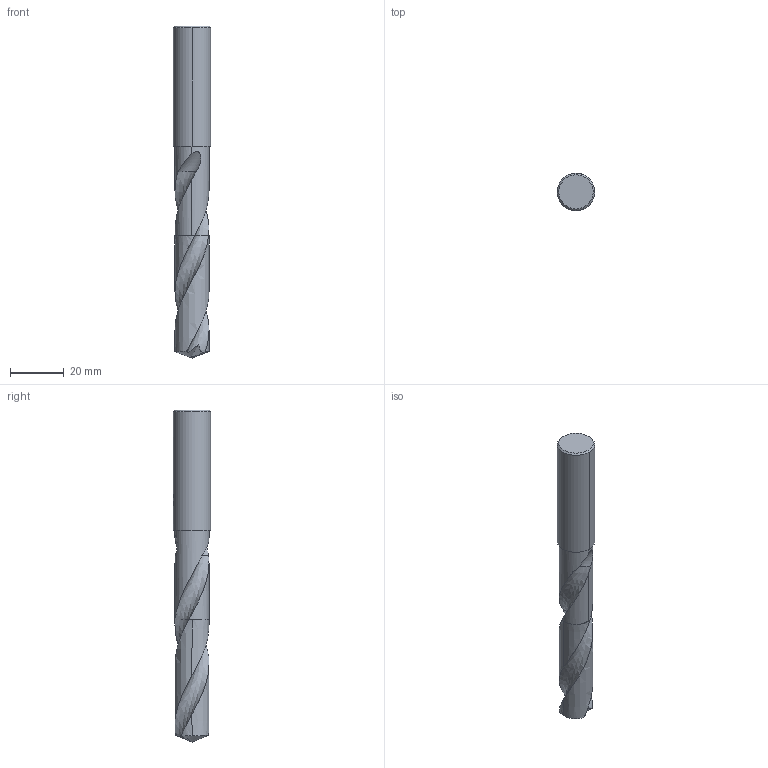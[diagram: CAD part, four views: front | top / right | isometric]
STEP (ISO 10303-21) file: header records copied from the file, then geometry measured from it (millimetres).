
FILE_DESCRIPTION(('no description'),'unknown implementation level');
FILE_NAME('solidoSYUqmFEiIF0H4tOVvmE8fm_3_Q_1.STP',' ',('CIM GmbH Aachen'),('CADClick - KiM GmbH - www.kimweb.de'),'unknown preprocess','ACIS','unknown authorization');
FILE_SCHEMA(('automotive_design'));
Length unit declared in the file: millimetre
Products named in the file (2): 1; 2
Bounding box: 14 x 14 x 124 mm (x, y, z)
Volume: 14423.2 mm3; surface area: 5726 mm2
Topology: 2 solids, 2 shells, 55 faces, 147 edges, 93 vertices
Faces by surface type: plane 19, cone 16, cylinder 14, bspline 4, revolution 2
Entity records: 8139 total; most frequent: CARTESIAN_POINT 5220, STYLED_ITEM 293, PRESENTATION_STYLE_ASSIGNMENT 293, COLOUR_RGB 293, ORIENTED_EDGE 286, DIRECTION 227, EDGE_CURVE 143, CURVE_STYLE 143
